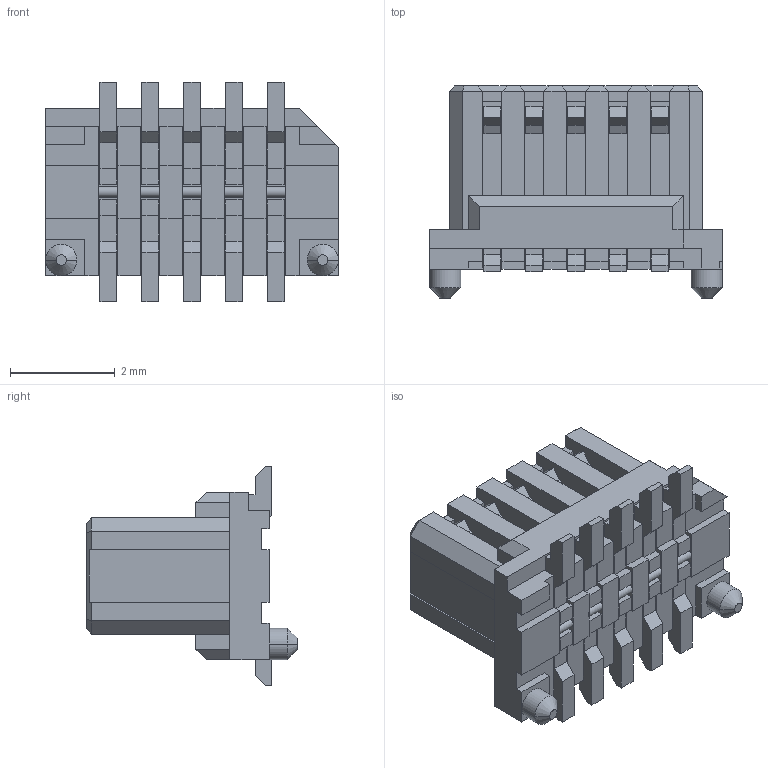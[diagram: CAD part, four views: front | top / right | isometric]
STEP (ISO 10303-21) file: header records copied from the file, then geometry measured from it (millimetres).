
FILE_DESCRIPTION((''),'2;1');
FILE_NAME('524651070','2014-06-05T',('me'),(''),'PRO/ENGINEER BY PARAMETRIC TECHNOLOGY CORPORATION, 2011490','PRO/ENGINEER BY PARAMETRIC TECHNOLOGY CORPORATION, 2011490','');
FILE_SCHEMA(('CONFIG_CONTROL_DESIGN'));
Length unit declared in the file: millimetre
Products named in the file (1): 524651070
Bounding box: 5.6 x 4.05 x 4.2 mm (x, y, z)
Volume: 40 mm3; surface area: 135.2 mm2
Topology: 1 solids, 1 shells, 429 faces, 1191 edges, 786 vertices
Faces by surface type: plane 416, cylinder 9, cone 4
Entity records: 13342 total; most frequent: CARTESIAN_POINT 2359, ORIENTED_EDGE 2290, DIRECTION 2089, VECTOR 1153, LINE 1153, EDGE_CURVE 1145, VERTEX_POINT 738, AXIS2_PLACEMENT_3D 468
